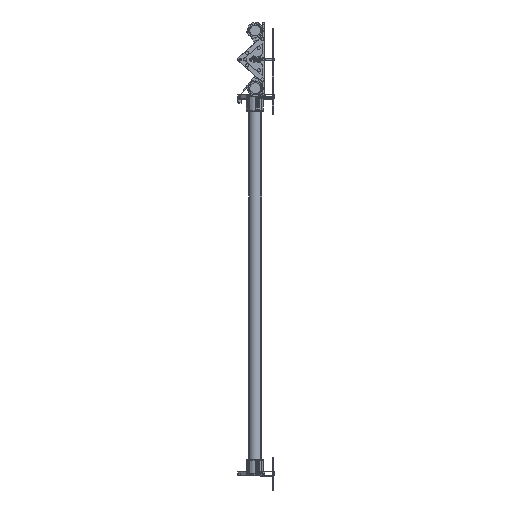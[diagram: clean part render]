
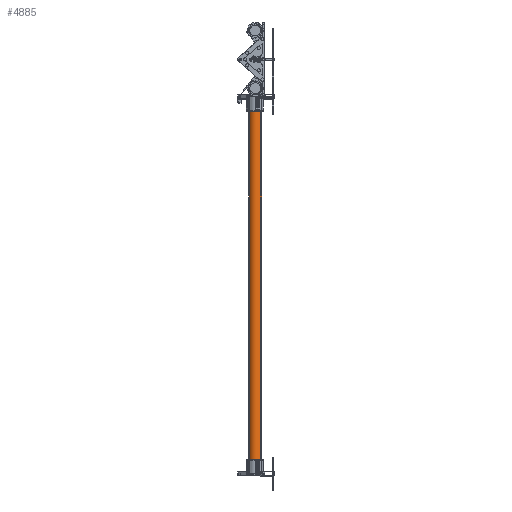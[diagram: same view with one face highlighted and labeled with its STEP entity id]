
A CAD part, left-side view. The second image highlights one B-rep face of the part: STEP entity #4885.
In plain terms, the highlighted cylindrical face has radius 13.335 mm (diameter 26.67 mm), a partial arc.
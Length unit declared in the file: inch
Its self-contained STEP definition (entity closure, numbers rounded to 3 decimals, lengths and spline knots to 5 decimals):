
#201 = CARTESIAN_POINT ( 'NONE',  ( 0., 14.75, -0.525 ) ) ;
#343 = LINE ( 'NONE', #11980, #9761 ) ;
#504 = EDGE_CURVE ( 'NONE', #15897, #14730, #9325, .T. ) ;
#577 = FACE_OUTER_BOUND ( 'NONE', #1553, .T. ) ;
#977 = AXIS2_PLACEMENT_3D ( 'NONE', #4591, #3387, #16280 ) ;
#1553 = EDGE_LOOP ( 'NONE', ( #12265, #14660, #12616, #4196 ) ) ;
#1609 = EDGE_CURVE ( 'NONE', #9620, #14730, #10487, .T. ) ;
#1651 = DIRECTION ( 'NONE',  ( 0., 1., 0. ) ) ;
#2404 = CARTESIAN_POINT ( 'NONE',  ( 0., -14.75, 0. ) ) ;
#2612 = DIRECTION ( 'NONE',  ( 0., 1., 0. ) ) ;
#3152 = EDGE_CURVE ( 'NONE', #6039, #9620, #343, .T. ) ;
#3265 = CARTESIAN_POINT ( 'NONE',  ( 0., -14.75, -0.525 ) ) ;
#3387 = DIRECTION ( 'NONE',  ( 0., -1., 0. ) ) ;
#3929 = AXIS2_PLACEMENT_3D ( 'NONE', #2404, #1651, #5407 ) ;
#4196 = ORIENTED_EDGE ( 'NONE', *, *, #1609, .T. ) ;
#4269 = DIRECTION ( 'NONE',  ( 0., -1., 0. ) ) ;
#4591 = CARTESIAN_POINT ( 'NONE',  ( 0., 14.75, 0. ) ) ;
#4885 = ADVANCED_FACE ( 'NONE', ( #577 ), #13724, .T. ) ;
#5407 = DIRECTION ( 'NONE',  ( 0., 0., 1. ) ) ;
#6039 = VERTEX_POINT ( 'NONE', #201 ) ;
#7428 = AXIS2_PLACEMENT_3D ( 'NONE', #8913, #2612, #10384 ) ;
#7895 = CARTESIAN_POINT ( 'NONE',  ( 0., 14.75, 0.525 ) ) ;
#8520 = VECTOR ( 'NONE', #13086, 39.37008 ) ;
#8913 = CARTESIAN_POINT ( 'NONE',  ( 0., 14.75, 0. ) ) ;
#9325 = LINE ( 'NONE', #7895, #8520 ) ;
#9620 = VERTEX_POINT ( 'NONE', #3265 ) ;
#9761 = VECTOR ( 'NONE', #4269, 39.37008 ) ;
#10384 = DIRECTION ( 'NONE',  ( 0., 0., 1. ) ) ;
#10487 = CIRCLE ( 'NONE', #3929, 0.525 ) ;
#10568 = EDGE_CURVE ( 'NONE', #6039, #15897, #13680, .T. ) ;
#11980 = CARTESIAN_POINT ( 'NONE',  ( 0., 14.75, -0.525 ) ) ;
#12265 = ORIENTED_EDGE ( 'NONE', *, *, #504, .F. ) ;
#12616 = ORIENTED_EDGE ( 'NONE', *, *, #3152, .T. ) ;
#12875 = CARTESIAN_POINT ( 'NONE',  ( 0., -14.75, 0.525 ) ) ;
#13086 = DIRECTION ( 'NONE',  ( 0., -1., 0. ) ) ;
#13680 = CIRCLE ( 'NONE', #7428, 0.525 ) ;
#13724 = CYLINDRICAL_SURFACE ( 'NONE', #977, 0.525 ) ;
#14660 = ORIENTED_EDGE ( 'NONE', *, *, #10568, .F. ) ;
#14730 = VERTEX_POINT ( 'NONE', #12875 ) ;
#15897 = VERTEX_POINT ( 'NONE', #16715 ) ;
#16280 = DIRECTION ( 'NONE',  ( 0., 0., -1. ) ) ;
#16715 = CARTESIAN_POINT ( 'NONE',  ( 0., 14.75, 0.525 ) ) ;
